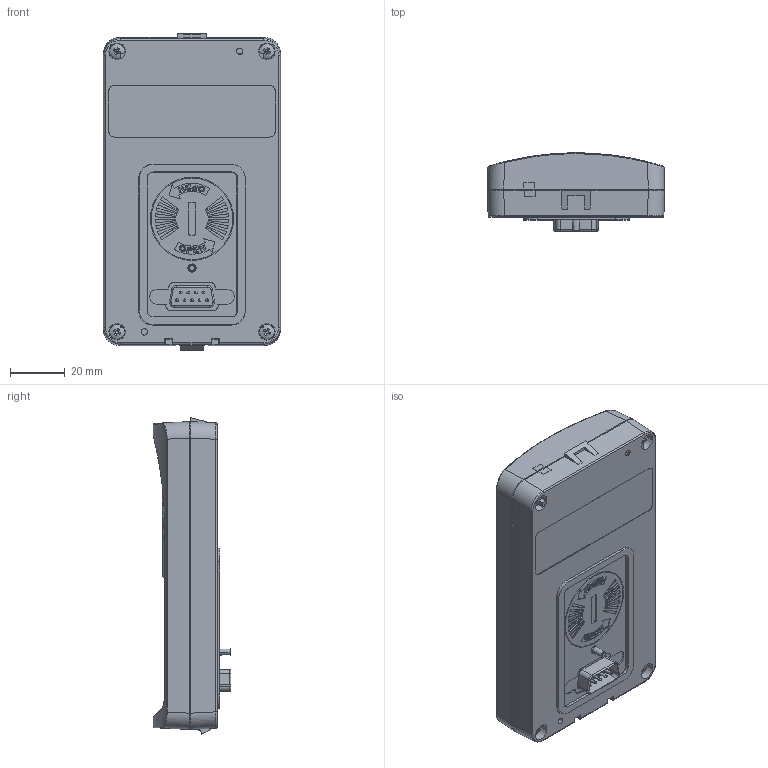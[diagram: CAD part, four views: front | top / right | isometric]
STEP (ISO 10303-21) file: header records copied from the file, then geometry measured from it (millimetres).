
FILE_DESCRIPTION (( 'STEP AP214' ), '1' );
FILE_NAME ('ZBC_10006121034.SLDPR Red1T nc ext1.STEP', '2021-01-13T23:17:08', ( '' ), ( '' ), 'SwSTEP 2.0', 'SolidWorks 2017', '' );
FILE_SCHEMA (( 'AUTOMOTIVE_DESIGN' ));
Length unit declared in the file: inch
Products named in the file (1): ZBC_10006121034.SLDPR Red1T nc ext1
Bounding box: 65 x 28.58 x 116.32 mm (x, y, z)
Volume: 126595.1 mm3; surface area: 43539 mm2
Topology: 1 solids, 21 shells, 1416 faces, 3829 edges, 2533 vertices
Faces by surface type: plane 781, cone 295, cylinder 165, bspline 123, torus 48, sphere 4
Entity records: 56299 total; most frequent: CARTESIAN_POINT 22073, ORIENTED_EDGE 7642, DIRECTION 6317, EDGE_CURVE 3821, VERTEX_POINT 2533, AXIS2_PLACEMENT_3D 2173, VECTOR 1971, LINE 1971
